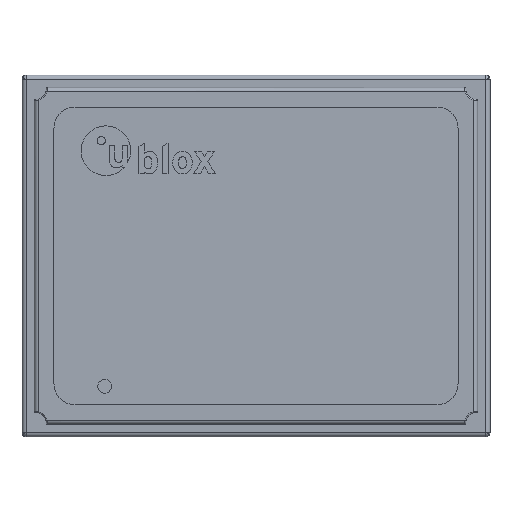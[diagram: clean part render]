
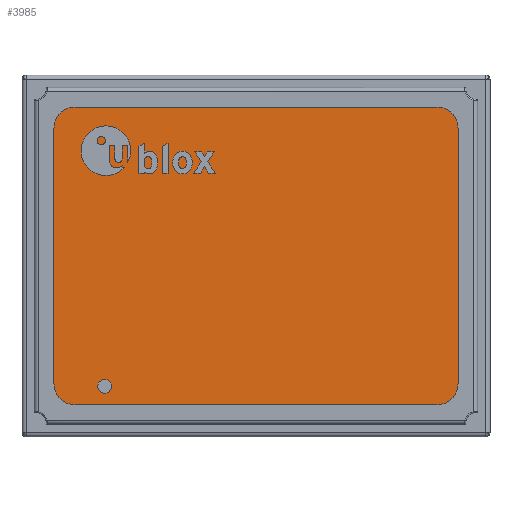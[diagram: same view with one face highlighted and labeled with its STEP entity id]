
A CAD part, top view. The second image highlights one B-rep face of the part: STEP entity #3985.
In plain terms, the highlighted planar face has unit normal (0, 0, 1).
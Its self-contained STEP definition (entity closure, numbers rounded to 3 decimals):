
#459 = CARTESIAN_POINT ( 'NONE',  ( 8.5, -6., 2.6 ) ) ;
#1886 = VECTOR ( 'NONE', #9315, 1000. ) ;
#1978 = VERTEX_POINT ( 'NONE', #17570 ) ;
#2166 = CARTESIAN_POINT ( 'NONE',  ( -9.5, 6., 2.6 ) ) ;
#3637 = CARTESIAN_POINT ( 'NONE',  ( -8.5, -6., 2.6 ) ) ;
#3691 = DIRECTION ( 'NONE',  ( 1., 0., 0. ) ) ;
#3985 = ADVANCED_FACE ( 'NONE', ( #12621 ), #37100, .T. ) ;
#4862 = CARTESIAN_POINT ( 'NONE',  ( -8.5, 6., 2.6 ) ) ;
#5419 = DIRECTION ( 'NONE',  ( 0., 1., 0. ) ) ;
#6505 = LINE ( 'NONE', #26967, #23566 ) ;
#6573 = VERTEX_POINT ( 'NONE', #15785 ) ;
#6859 = DIRECTION ( 'NONE',  ( 1., 0., 0. ) ) ;
#7453 = CIRCLE ( 'NONE', #24643, 1. ) ;
#7764 = DIRECTION ( 'NONE',  ( 0., -1., 0. ) ) ;
#7861 = VERTEX_POINT ( 'NONE', #18169 ) ;
#8047 = DIRECTION ( 'NONE',  ( 1., 0., 0. ) ) ;
#8104 = CARTESIAN_POINT ( 'NONE',  ( 8.5, -7., 2.6 ) ) ;
#8611 = ORIENTED_EDGE ( 'NONE', *, *, #38089, .F. ) ;
#9315 = DIRECTION ( 'NONE',  ( -1., 0., 0. ) ) ;
#9393 = ORIENTED_EDGE ( 'NONE', *, *, #36442, .F. ) ;
#10224 = VERTEX_POINT ( 'NONE', #33507 ) ;
#10312 = AXIS2_PLACEMENT_3D ( 'NONE', #4862, #27274, #8047 ) ;
#10582 = CARTESIAN_POINT ( 'NONE',  ( -8.5, 7., 2.6 ) ) ;
#10929 = EDGE_LOOP ( 'NONE', ( #20839, #10940, #21803, #19972, #18539, #9393, #8611, #13668 ) ) ;
#10940 = ORIENTED_EDGE ( 'NONE', *, *, #32958, .F. ) ;
#11008 = VERTEX_POINT ( 'NONE', #28193 ) ;
#12015 = CIRCLE ( 'NONE', #27108, 1. ) ;
#12621 = FACE_OUTER_BOUND ( 'NONE', #10929, .T. ) ;
#13668 = ORIENTED_EDGE ( 'NONE', *, *, #35429, .F. ) ;
#14672 = DIRECTION ( 'NONE',  ( 0., 0., 1. ) ) ;
#15252 = CARTESIAN_POINT ( 'NONE',  ( 8.5, 7., 2.6 ) ) ;
#15785 = CARTESIAN_POINT ( 'NONE',  ( 9.5, -6., 2.6 ) ) ;
#15845 = VECTOR ( 'NONE', #28083, 1000. ) ;
#16981 = DIRECTION ( 'NONE',  ( 0., 0., -1. ) ) ;
#17570 = CARTESIAN_POINT ( 'NONE',  ( -9.5, 6., 2.6 ) ) ;
#17663 = VECTOR ( 'NONE', #5419, 1000. ) ;
#18169 = CARTESIAN_POINT ( 'NONE',  ( -9.5, -6., 2.6 ) ) ;
#18376 = CARTESIAN_POINT ( 'NONE',  ( 9.5, 6., 2.6 ) ) ;
#18539 = ORIENTED_EDGE ( 'NONE', *, *, #33136, .F. ) ;
#19187 = VERTEX_POINT ( 'NONE', #10582 ) ;
#19419 = CIRCLE ( 'NONE', #20124, 1. ) ;
#19972 = ORIENTED_EDGE ( 'NONE', *, *, #33630, .F. ) ;
#20124 = AXIS2_PLACEMENT_3D ( 'NONE', #459, #22854, #3691 ) ;
#20839 = ORIENTED_EDGE ( 'NONE', *, *, #32465, .F. ) ;
#20911 = VERTEX_POINT ( 'NONE', #18376 ) ;
#21803 = ORIENTED_EDGE ( 'NONE', *, *, #34112, .F. ) ;
#22854 = DIRECTION ( 'NONE',  ( 0., 0., -1. ) ) ;
#23566 = VECTOR ( 'NONE', #7764, 1000. ) ;
#24643 = AXIS2_PLACEMENT_3D ( 'NONE', #3637, #26048, #6859 ) ;
#26048 = DIRECTION ( 'NONE',  ( 0., 0., -1. ) ) ;
#26243 = LINE ( 'NONE', #2166, #17663 ) ;
#26731 = CIRCLE ( 'NONE', #10312, 1. ) ;
#26967 = CARTESIAN_POINT ( 'NONE',  ( 9.5, -6., 2.6 ) ) ;
#27108 = AXIS2_PLACEMENT_3D ( 'NONE', #36313, #16981, #39542 ) ;
#27274 = DIRECTION ( 'NONE',  ( 0., 0., -1. ) ) ;
#27507 = LINE ( 'NONE', #31833, #1886 ) ;
#28083 = DIRECTION ( 'NONE',  ( 1., 0., 0. ) ) ;
#28193 = CARTESIAN_POINT ( 'NONE',  ( 8.5, 7., 2.6 ) ) ;
#31833 = CARTESIAN_POINT ( 'NONE',  ( -8.5, -7., 2.6 ) ) ;
#32465 = EDGE_CURVE ( 'NONE', #10224, #7861, #7453, .T. ) ;
#32958 = EDGE_CURVE ( 'NONE', #34905, #10224, #27507, .T. ) ;
#33136 = EDGE_CURVE ( 'NONE', #11008, #20911, #12015, .T. ) ;
#33507 = CARTESIAN_POINT ( 'NONE',  ( -8.5, -7., 2.6 ) ) ;
#33630 = EDGE_CURVE ( 'NONE', #20911, #6573, #6505, .T. ) ;
#34018 = CARTESIAN_POINT ( 'NONE',  ( 0., 0., 2.6 ) ) ;
#34112 = EDGE_CURVE ( 'NONE', #6573, #34905, #19419, .T. ) ;
#34905 = VERTEX_POINT ( 'NONE', #8104 ) ;
#35429 = EDGE_CURVE ( 'NONE', #7861, #1978, #26243, .T. ) ;
#36313 = CARTESIAN_POINT ( 'NONE',  ( 8.5, 6., 2.6 ) ) ;
#36442 = EDGE_CURVE ( 'NONE', #19187, #11008, #41599, .T. ) ;
#37100 = PLANE ( 'NONE',  #41335 ) ;
#37229 = DIRECTION ( 'NONE',  ( 1., 0., 0. ) ) ;
#38089 = EDGE_CURVE ( 'NONE', #1978, #19187, #26731, .T. ) ;
#39542 = DIRECTION ( 'NONE',  ( 1., 0., 0. ) ) ;
#41335 = AXIS2_PLACEMENT_3D ( 'NONE', #34018, #14672, #37229 ) ;
#41599 = LINE ( 'NONE', #15252, #15845 ) ;
